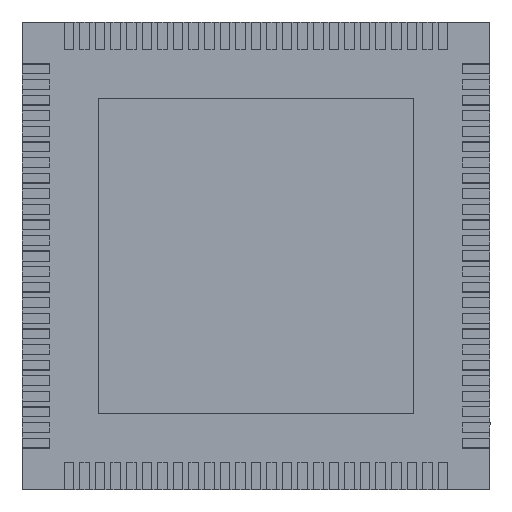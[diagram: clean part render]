
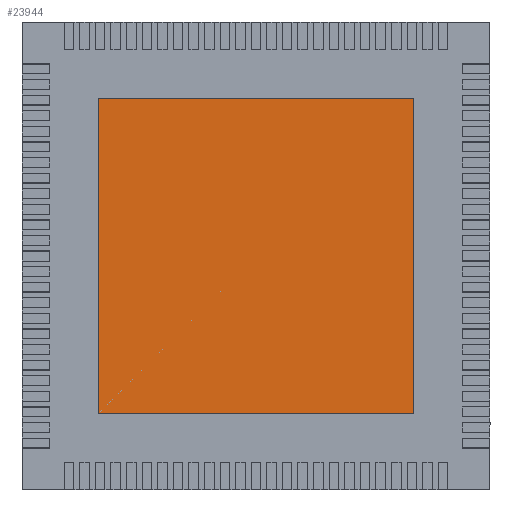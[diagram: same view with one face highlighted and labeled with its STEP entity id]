
A CAD part, front view. The second image highlights one B-rep face of the part: STEP entity #23944.
In plain terms, the highlighted planar face has unit normal (0, -1, 0).
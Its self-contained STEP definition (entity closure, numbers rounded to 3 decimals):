
#2047 = ORIENTED_EDGE ( 'NONE', *, *, #26986, .F. ) ;
#2249 = CARTESIAN_POINT ( 'NONE',  ( -4.05, 0., 4.05 ) ) ;
#2592 = DIRECTION ( 'NONE',  ( -1., 0., 0. ) ) ;
#3192 = DIRECTION ( 'NONE',  ( 0., 0., -1. ) ) ;
#4542 = DIRECTION ( 'NONE',  ( 0., 0., -1. ) ) ;
#5416 = ORIENTED_EDGE ( 'NONE', *, *, #13546, .T. ) ;
#5581 = EDGE_LOOP ( 'NONE', ( #5416, #6448, #2047, #12358 ) ) ;
#6160 = CARTESIAN_POINT ( 'NONE',  ( 4.05, 0., 0. ) ) ;
#6448 = ORIENTED_EDGE ( 'NONE', *, *, #33715, .T. ) ;
#7335 = CARTESIAN_POINT ( 'NONE',  ( -4.05, 0., -4.05 ) ) ;
#11476 = CARTESIAN_POINT ( 'NONE',  ( 0., 0., 0. ) ) ;
#12358 = ORIENTED_EDGE ( 'NONE', *, *, #14975, .F. ) ;
#13274 = LINE ( 'NONE', #28876, #26357 ) ;
#13546 = EDGE_CURVE ( 'NONE', #20942, #37994, #20778, .T. ) ;
#14975 = EDGE_CURVE ( 'NONE', #20942, #34680, #37003, .T. ) ;
#15547 = LINE ( 'NONE', #30352, #35807 ) ;
#17752 = CARTESIAN_POINT ( 'NONE',  ( 4.05, 0., -4.05 ) ) ;
#19288 = VECTOR ( 'NONE', #2592, 1000. ) ;
#20559 = DIRECTION ( 'NONE',  ( 0., 0., 1. ) ) ;
#20623 = VECTOR ( 'NONE', #3192, 1000. ) ;
#20778 = LINE ( 'NONE', #29653, #19288 ) ;
#20942 = VERTEX_POINT ( 'NONE', #37729 ) ;
#23944 = ADVANCED_FACE ( 'NONE', ( #38540 ), #35777, .F. ) ;
#26357 = VECTOR ( 'NONE', #4542, 1000. ) ;
#26986 = EDGE_CURVE ( 'NONE', #34680, #28220, #15547, .T. ) ;
#27978 = DIRECTION ( 'NONE',  ( -1., 0., 0. ) ) ;
#28220 = VERTEX_POINT ( 'NONE', #7335 ) ;
#28876 = CARTESIAN_POINT ( 'NONE',  ( -4.05, 0., 0. ) ) ;
#29653 = CARTESIAN_POINT ( 'NONE',  ( 0., 0., 4.05 ) ) ;
#30065 = AXIS2_PLACEMENT_3D ( 'NONE', #11476, #35573, #20559 ) ;
#30352 = CARTESIAN_POINT ( 'NONE',  ( 0., 0., -4.05 ) ) ;
#33715 = EDGE_CURVE ( 'NONE', #37994, #28220, #13274, .T. ) ;
#34680 = VERTEX_POINT ( 'NONE', #17752 ) ;
#35573 = DIRECTION ( 'NONE',  ( 0., 1., 0. ) ) ;
#35777 = PLANE ( 'NONE',  #30065 ) ;
#35807 = VECTOR ( 'NONE', #27978, 1000. ) ;
#37003 = LINE ( 'NONE', #6160, #20623 ) ;
#37729 = CARTESIAN_POINT ( 'NONE',  ( 4.05, 0., 4.05 ) ) ;
#37994 = VERTEX_POINT ( 'NONE', #2249 ) ;
#38540 = FACE_OUTER_BOUND ( 'NONE', #5581, .T. ) ;
